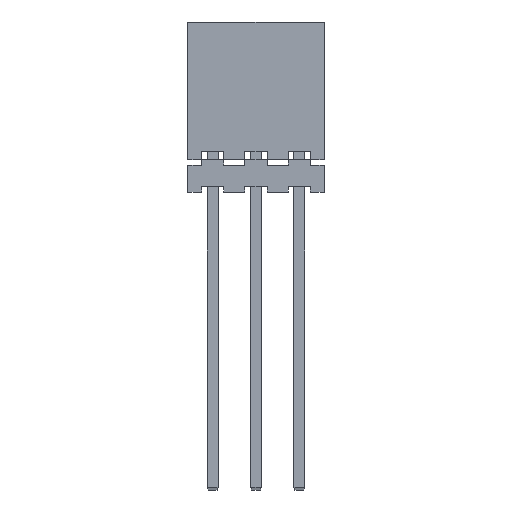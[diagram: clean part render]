
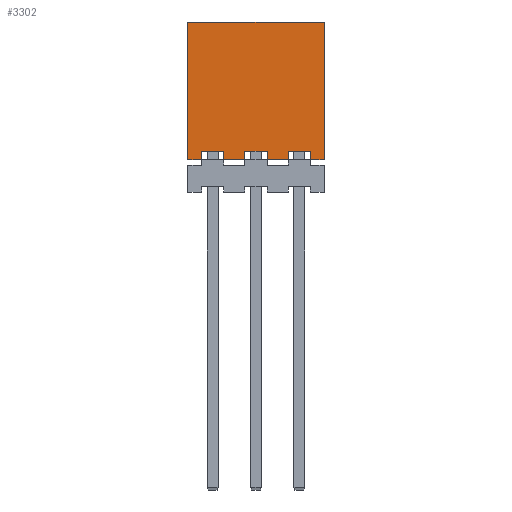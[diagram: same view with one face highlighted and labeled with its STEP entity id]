
A CAD part, top view. The second image highlights one B-rep face of the part: STEP entity #3302.
In plain terms, the highlighted planar face has unit normal (0, 0, 1).
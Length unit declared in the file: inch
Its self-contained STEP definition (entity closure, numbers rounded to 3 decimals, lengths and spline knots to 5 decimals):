
#83=FACE_OUTER_BOUND('',#262,.T.);
#262=EDGE_LOOP('',(#2217,#2218,#2219,#2220,#2221,#2222,#2223,#2224,#2225,
#2226,#2227,#2228,#2229,#2230,#2231,#2232));
#450=LINE('',#4584,#918);
#452=LINE('',#4590,#920);
#456=LINE('',#4599,#924);
#460=LINE('',#4608,#928);
#491=LINE('',#4671,#959);
#492=LINE('',#4673,#960);
#493=LINE('',#4675,#961);
#494=LINE('',#4676,#962);
#495=LINE('',#4678,#963);
#496=LINE('',#4680,#964);
#497=LINE('',#4681,#965);
#498=LINE('',#4683,#966);
#499=LINE('',#4685,#967);
#500=LINE('',#4686,#968);
#501=LINE('',#4688,#969);
#502=LINE('',#4689,#970);
#918=VECTOR('',#3725,39.37008);
#920=VECTOR('',#3729,39.37008);
#924=VECTOR('',#3735,39.37008);
#928=VECTOR('',#3741,39.37008);
#959=VECTOR('',#3784,39.37008);
#960=VECTOR('',#3785,39.37008);
#961=VECTOR('',#3786,39.37008);
#962=VECTOR('',#3787,39.37008);
#963=VECTOR('',#3788,39.37008);
#964=VECTOR('',#3789,39.37008);
#965=VECTOR('',#3790,39.37008);
#966=VECTOR('',#3791,39.37008);
#967=VECTOR('',#3792,39.37008);
#968=VECTOR('',#3793,39.37008);
#969=VECTOR('',#3794,39.37008);
#970=VECTOR('',#3795,39.37008);
#1383=VERTEX_POINT('',#4577);
#1386=VERTEX_POINT('',#4582);
#1387=VERTEX_POINT('',#4586);
#1389=VERTEX_POINT('',#4589);
#1391=VERTEX_POINT('',#4595);
#1393=VERTEX_POINT('',#4598);
#1395=VERTEX_POINT('',#4604);
#1397=VERTEX_POINT('',#4607);
#1423=VERTEX_POINT('',#4670);
#1424=VERTEX_POINT('',#4672);
#1425=VERTEX_POINT('',#4674);
#1426=VERTEX_POINT('',#4677);
#1427=VERTEX_POINT('',#4679);
#1428=VERTEX_POINT('',#4682);
#1429=VERTEX_POINT('',#4684);
#1430=VERTEX_POINT('',#4687);
#1698=EDGE_CURVE('',#1383,#1386,#450,.T.);
#1700=EDGE_CURVE('',#1389,#1387,#452,.T.);
#1704=EDGE_CURVE('',#1393,#1391,#456,.T.);
#1708=EDGE_CURVE('',#1397,#1395,#460,.T.);
#1739=EDGE_CURVE('',#1383,#1423,#491,.T.);
#1740=EDGE_CURVE('',#1424,#1386,#492,.T.);
#1741=EDGE_CURVE('',#1425,#1424,#493,.T.);
#1742=EDGE_CURVE('',#1425,#1397,#494,.T.);
#1743=EDGE_CURVE('',#1426,#1395,#495,.T.);
#1744=EDGE_CURVE('',#1427,#1426,#496,.T.);
#1745=EDGE_CURVE('',#1393,#1427,#497,.T.);
#1746=EDGE_CURVE('',#1428,#1391,#498,.T.);
#1747=EDGE_CURVE('',#1429,#1428,#499,.T.);
#1748=EDGE_CURVE('',#1389,#1429,#500,.T.);
#1749=EDGE_CURVE('',#1430,#1387,#501,.T.);
#1750=EDGE_CURVE('',#1423,#1430,#502,.T.);
#2217=ORIENTED_EDGE('',*,*,#1739,.F.);
#2218=ORIENTED_EDGE('',*,*,#1698,.T.);
#2219=ORIENTED_EDGE('',*,*,#1740,.F.);
#2220=ORIENTED_EDGE('',*,*,#1741,.F.);
#2221=ORIENTED_EDGE('',*,*,#1742,.T.);
#2222=ORIENTED_EDGE('',*,*,#1708,.T.);
#2223=ORIENTED_EDGE('',*,*,#1743,.F.);
#2224=ORIENTED_EDGE('',*,*,#1744,.F.);
#2225=ORIENTED_EDGE('',*,*,#1745,.F.);
#2226=ORIENTED_EDGE('',*,*,#1704,.T.);
#2227=ORIENTED_EDGE('',*,*,#1746,.F.);
#2228=ORIENTED_EDGE('',*,*,#1747,.F.);
#2229=ORIENTED_EDGE('',*,*,#1748,.F.);
#2230=ORIENTED_EDGE('',*,*,#1700,.T.);
#2231=ORIENTED_EDGE('',*,*,#1749,.F.);
#2232=ORIENTED_EDGE('',*,*,#1750,.F.);
#3126=PLANE('',#3532);
#3302=ADVANCED_FACE('',(#83),#3126,.F.);
#3532=AXIS2_PLACEMENT_3D('',#4669,#3782,#3783);
#3725=DIRECTION('',(1.,0.,0.));
#3729=DIRECTION('',(1.,0.,0.));
#3735=DIRECTION('',(1.,0.,0.));
#3741=DIRECTION('',(1.,0.,0.));
#3782=DIRECTION('center_axis',(0.,0.,-1.));
#3783=DIRECTION('ref_axis',(-1.,0.,0.));
#3784=DIRECTION('',(0.,1.,0.));
#3785=DIRECTION('',(0.,-1.,0.));
#3786=DIRECTION('',(1.,0.,0.));
#3787=DIRECTION('',(0.,-1.,0.));
#3788=DIRECTION('',(0.,-1.,0.));
#3789=DIRECTION('',(-1.,0.,0.));
#3790=DIRECTION('',(0.,1.,0.));
#3791=DIRECTION('',(0.,-1.,0.));
#3792=DIRECTION('',(-1.,0.,0.));
#3793=DIRECTION('',(0.,1.,0.));
#3794=DIRECTION('',(0.,-1.,0.));
#3795=DIRECTION('',(-1.,0.,0.));
#4577=CARTESIAN_POINT('',(0.22292,0.,0.03935));
#4582=CARTESIAN_POINT('',(0.24792,0.,0.03935));
#4584=CARTESIAN_POINT('',(0.,0.,0.03935));
#4586=CARTESIAN_POINT('',(0.18248,0.,0.03935));
#4589=CARTESIAN_POINT('',(0.14418,0.,0.03935));
#4590=CARTESIAN_POINT('',(0.,0.,0.03935));
#4595=CARTESIAN_POINT('',(0.10374,0.,0.03935));
#4598=CARTESIAN_POINT('',(0.06544,0.,0.03935));
#4599=CARTESIAN_POINT('',(0.,0.,0.03935));
#4604=CARTESIAN_POINT('',(0.025,0.,0.03935));
#4607=CARTESIAN_POINT('',(0.,0.,0.03935));
#4608=CARTESIAN_POINT('',(0.,0.,0.03935));
#4669=CARTESIAN_POINT('Origin',(0.,0.25,0.03935));
#4670=CARTESIAN_POINT('',(0.22292,0.015,0.03935));
#4671=CARTESIAN_POINT('',(0.22292,0.,0.03935));
#4672=CARTESIAN_POINT('',(0.24792,0.25,0.03935));
#4673=CARTESIAN_POINT('',(0.24792,0.25,0.03935));
#4674=CARTESIAN_POINT('',(0.,0.25,0.03935));
#4675=CARTESIAN_POINT('',(0.,0.25,0.03935));
#4676=CARTESIAN_POINT('',(0.,0.25,0.03935));
#4677=CARTESIAN_POINT('',(0.025,0.015,0.03935));
#4678=CARTESIAN_POINT('',(0.025,0.015,0.03935));
#4679=CARTESIAN_POINT('',(0.06544,0.015,0.03935));
#4680=CARTESIAN_POINT('',(0.06544,0.015,0.03935));
#4681=CARTESIAN_POINT('',(0.06544,0.,0.03935));
#4682=CARTESIAN_POINT('',(0.10374,0.015,0.03935));
#4683=CARTESIAN_POINT('',(0.10374,0.015,0.03935));
#4684=CARTESIAN_POINT('',(0.14418,0.015,0.03935));
#4685=CARTESIAN_POINT('',(0.14418,0.015,0.03935));
#4686=CARTESIAN_POINT('',(0.14418,0.,0.03935));
#4687=CARTESIAN_POINT('',(0.18248,0.015,0.03935));
#4688=CARTESIAN_POINT('',(0.18248,0.015,0.03935));
#4689=CARTESIAN_POINT('',(0.22292,0.015,0.03935));
